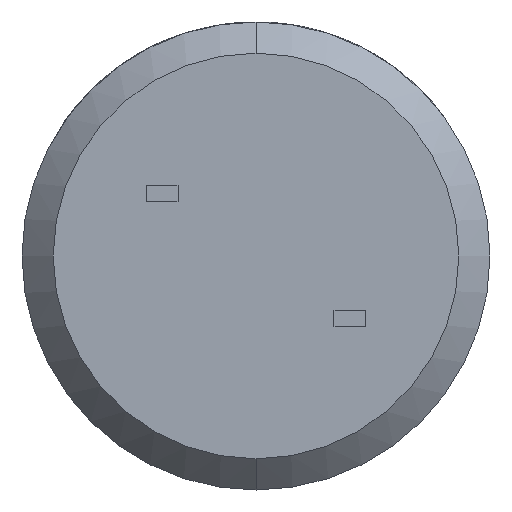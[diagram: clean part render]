
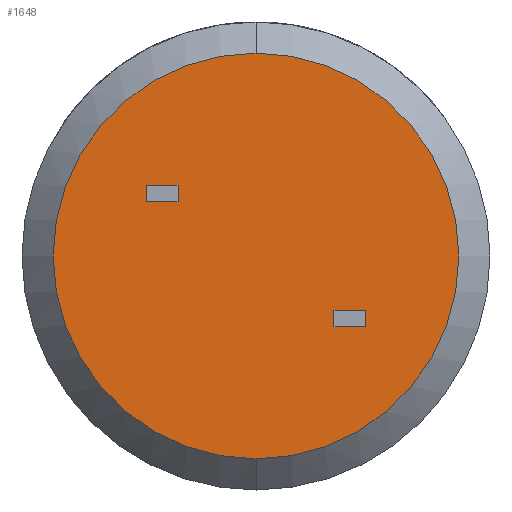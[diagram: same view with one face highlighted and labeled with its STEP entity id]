
A CAD part, front view. The second image highlights one B-rep face of the part: STEP entity #1648.
In plain terms, the highlighted planar face has unit normal (0, -1, 0).
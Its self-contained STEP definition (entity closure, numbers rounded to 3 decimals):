
#18 = CARTESIAN_POINT ( 'NONE',  ( 5.25, 0., -2.6 ) ) ;
#48 = FACE_OUTER_BOUND ( 'NONE', #1428, .T. ) ;
#67 = VECTOR ( 'NONE', #1018, 1000. ) ;
#94 = VECTOR ( 'NONE', #1376, 1000. ) ;
#97 = CARTESIAN_POINT ( 'NONE',  ( 3.75, 0., -2.6 ) ) ;
#161 = DIRECTION ( 'NONE',  ( 0., -1., 0. ) ) ;
#196 = EDGE_CURVE ( 'NONE', #1015, #2281, #1294, .T. ) ;
#234 = AXIS2_PLACEMENT_3D ( 'NONE', #702, #161, #1244 ) ;
#246 = EDGE_CURVE ( 'NONE', #3013, #877, #1260, .T. ) ;
#294 = CIRCLE ( 'NONE', #234, 9.75 ) ;
#312 = FACE_BOUND ( 'NONE', #923, .T. ) ;
#371 = PLANE ( 'NONE',  #1827 ) ;
#372 = CARTESIAN_POINT ( 'NONE',  ( -5.25, 0., 3.4 ) ) ;
#426 = DIRECTION ( 'NONE',  ( 0., 0., 1. ) ) ;
#440 = VERTEX_POINT ( 'NONE', #3027 ) ;
#520 = VECTOR ( 'NONE', #1003, 1000. ) ;
#637 = CARTESIAN_POINT ( 'NONE',  ( 0., 0., 0. ) ) ;
#688 = CARTESIAN_POINT ( 'NONE',  ( 3.75, 0., -2.6 ) ) ;
#702 = CARTESIAN_POINT ( 'NONE',  ( 0., 0., 0. ) ) ;
#704 = AXIS2_PLACEMENT_3D ( 'NONE', #3093, #1643, #1664 ) ;
#790 = CARTESIAN_POINT ( 'NONE',  ( -5.25, 0., 2.6 ) ) ;
#809 = LINE ( 'NONE', #790, #94 ) ;
#829 = DIRECTION ( 'NONE',  ( 0., 0., 1. ) ) ;
#877 = VERTEX_POINT ( 'NONE', #1814 ) ;
#880 = CARTESIAN_POINT ( 'NONE',  ( 3.75, 0., -3.4 ) ) ;
#921 = CARTESIAN_POINT ( 'NONE',  ( -5.25, 0., 3.4 ) ) ;
#923 = EDGE_LOOP ( 'NONE', ( #2182, #1970, #3418, #2840 ) ) ;
#942 = LINE ( 'NONE', #921, #1337 ) ;
#986 = CARTESIAN_POINT ( 'NONE',  ( 3.75, 0., -2.6 ) ) ;
#1003 = DIRECTION ( 'NONE',  ( 0., 0., -1. ) ) ;
#1015 = VERTEX_POINT ( 'NONE', #3266 ) ;
#1018 = DIRECTION ( 'NONE',  ( 0., 0., -1. ) ) ;
#1047 = CARTESIAN_POINT ( 'NONE',  ( 3.75, 0., -3.4 ) ) ;
#1052 = VERTEX_POINT ( 'NONE', #97 ) ;
#1163 = EDGE_CURVE ( 'NONE', #1052, #1358, #1215, .T. ) ;
#1193 = LINE ( 'NONE', #986, #2704 ) ;
#1215 = LINE ( 'NONE', #688, #67 ) ;
#1227 = ORIENTED_EDGE ( 'NONE', *, *, #1163, .F. ) ;
#1244 = DIRECTION ( 'NONE',  ( 0., 0., 1. ) ) ;
#1260 = LINE ( 'NONE', #2355, #520 ) ;
#1294 = LINE ( 'NONE', #2341, #1334 ) ;
#1334 = VECTOR ( 'NONE', #426, 1000. ) ;
#1337 = VECTOR ( 'NONE', #2060, 1000. ) ;
#1355 = ORIENTED_EDGE ( 'NONE', *, *, #3432, .T. ) ;
#1358 = VERTEX_POINT ( 'NONE', #880 ) ;
#1376 = DIRECTION ( 'NONE',  ( 1., 0., 0. ) ) ;
#1420 = DIRECTION ( 'NONE',  ( 0., 1., 0. ) ) ;
#1428 = EDGE_LOOP ( 'NONE', ( #3148, #1355 ) ) ;
#1477 = DIRECTION ( 'NONE',  ( 0., 0., 1. ) ) ;
#1555 = CARTESIAN_POINT ( 'NONE',  ( 0., 0., 9.75 ) ) ;
#1643 = DIRECTION ( 'NONE',  ( 0., -1., 0. ) ) ;
#1648 = ADVANCED_FACE ( 'NONE', ( #2525, #48, #312 ), #371, .F. ) ;
#1664 = DIRECTION ( 'NONE',  ( 0., 0., 1. ) ) ;
#1814 = CARTESIAN_POINT ( 'NONE',  ( -5.25, 0., 2.6 ) ) ;
#1827 = AXIS2_PLACEMENT_3D ( 'NONE', #637, #1420, #1477 ) ;
#1970 = ORIENTED_EDGE ( 'NONE', *, *, #3330, .F. ) ;
#2060 = DIRECTION ( 'NONE',  ( -1., 0., 0. ) ) ;
#2068 = LINE ( 'NONE', #3284, #2932 ) ;
#2079 = VERTEX_POINT ( 'NONE', #1555 ) ;
#2095 = DIRECTION ( 'NONE',  ( -1., 0., 0. ) ) ;
#2163 = EDGE_CURVE ( 'NONE', #877, #440, #809, .T. ) ;
#2182 = ORIENTED_EDGE ( 'NONE', *, *, #246, .F. ) ;
#2281 = VERTEX_POINT ( 'NONE', #18 ) ;
#2330 = VERTEX_POINT ( 'NONE', #2575 ) ;
#2341 = CARTESIAN_POINT ( 'NONE',  ( 5.25, 0., -2.6 ) ) ;
#2355 = CARTESIAN_POINT ( 'NONE',  ( -5.25, 0., 3.4 ) ) ;
#2461 = EDGE_LOOP ( 'NONE', ( #1227, #3225, #2750, #2976 ) ) ;
#2525 = FACE_BOUND ( 'NONE', #2461, .T. ) ;
#2575 = CARTESIAN_POINT ( 'NONE',  ( -3.75, 0., 3.4 ) ) ;
#2704 = VECTOR ( 'NONE', #2095, 1000. ) ;
#2717 = EDGE_CURVE ( 'NONE', #1358, #1015, #3311, .T. ) ;
#2749 = VERTEX_POINT ( 'NONE', #2751 ) ;
#2750 = ORIENTED_EDGE ( 'NONE', *, *, #196, .F. ) ;
#2751 = CARTESIAN_POINT ( 'NONE',  ( 0., 0., -9.75 ) ) ;
#2840 = ORIENTED_EDGE ( 'NONE', *, *, #2163, .F. ) ;
#2932 = VECTOR ( 'NONE', #829, 1000. ) ;
#2976 = ORIENTED_EDGE ( 'NONE', *, *, #2717, .F. ) ;
#3013 = VERTEX_POINT ( 'NONE', #372 ) ;
#3027 = CARTESIAN_POINT ( 'NONE',  ( -3.75, 0., 2.6 ) ) ;
#3093 = CARTESIAN_POINT ( 'NONE',  ( 0., 0., 0. ) ) ;
#3148 = ORIENTED_EDGE ( 'NONE', *, *, #3248, .T. ) ;
#3168 = EDGE_CURVE ( 'NONE', #440, #2330, #2068, .T. ) ;
#3220 = CIRCLE ( 'NONE', #704, 9.75 ) ;
#3225 = ORIENTED_EDGE ( 'NONE', *, *, #3426, .F. ) ;
#3248 = EDGE_CURVE ( 'NONE', #2079, #2749, #3220, .T. ) ;
#3252 = DIRECTION ( 'NONE',  ( 1., 0., 0. ) ) ;
#3266 = CARTESIAN_POINT ( 'NONE',  ( 5.25, 0., -3.4 ) ) ;
#3284 = CARTESIAN_POINT ( 'NONE',  ( -3.75, 0., 3.4 ) ) ;
#3311 = LINE ( 'NONE', #1047, #3415 ) ;
#3330 = EDGE_CURVE ( 'NONE', #2330, #3013, #942, .T. ) ;
#3415 = VECTOR ( 'NONE', #3252, 1000. ) ;
#3418 = ORIENTED_EDGE ( 'NONE', *, *, #3168, .F. ) ;
#3426 = EDGE_CURVE ( 'NONE', #2281, #1052, #1193, .T. ) ;
#3432 = EDGE_CURVE ( 'NONE', #2749, #2079, #294, .T. ) ;
